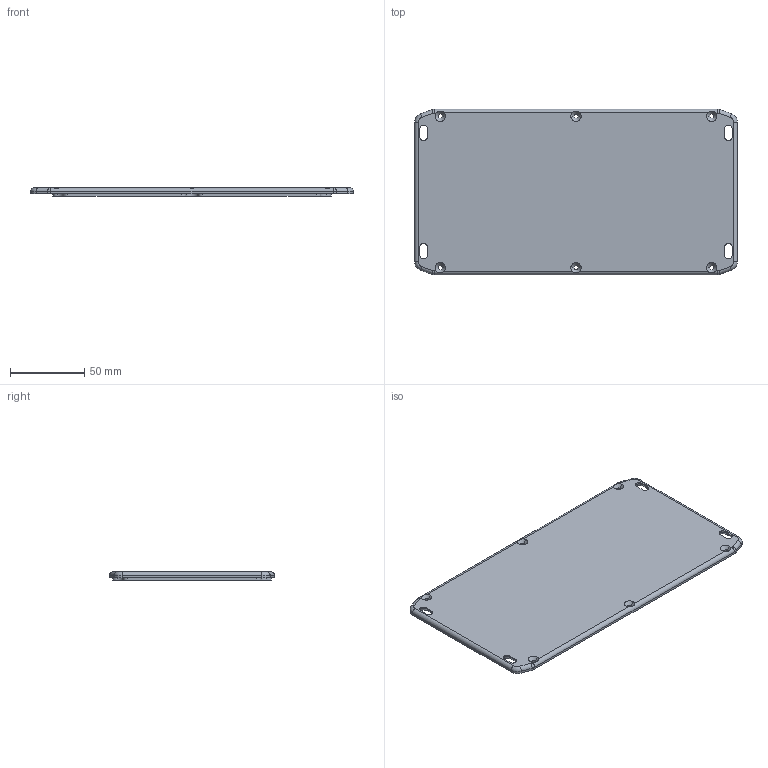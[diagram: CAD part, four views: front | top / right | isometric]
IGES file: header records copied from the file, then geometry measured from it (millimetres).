
Global section: file name: No Iges File Name specified; native system: Autodesk Inventor 2009; preprocessor: AutoDesk Inventor Iges Exporter R2009; author: trinas; date: 20090304.082535; units: millimetre
Bounding box: 217 x 111.25 x 5.5 mm (x, y, z)
Volume: 58388.5 mm3; surface area: 52326.7 mm2
Topology: 1 solids, 1 shells, 164 faces, 430 edges, 252 vertices
Faces by surface type: bspline 42, revolution 40, plane 40, cylinder 34, torus 8
